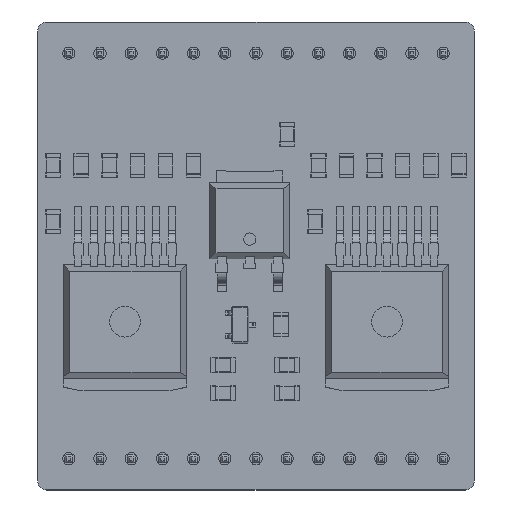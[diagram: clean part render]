
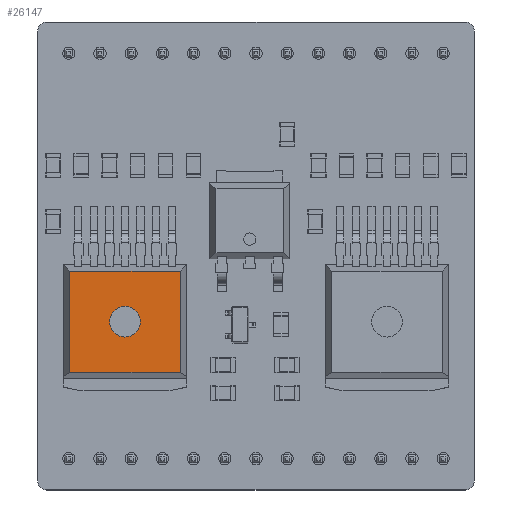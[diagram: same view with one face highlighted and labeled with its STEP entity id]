
A CAD part, top view. The second image highlights one B-rep face of the part: STEP entity #26147.
In plain terms, the highlighted planar face has unit normal (0, 0, 1).
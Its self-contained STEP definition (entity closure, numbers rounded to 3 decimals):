
#24420 = PLANE('',#24421);
#24421 = AXIS2_PLACEMENT_3D('',#24422,#24423,#24424);
#24422 = CARTESIAN_POINT('',(-2.5,5.,3.42));
#24423 = DIRECTION('',(0.97,0.,-0.243
    ));
#24424 = DIRECTION('',(0.,-1.,0.));
#24613 = PLANE('',#24614);
#24614 = AXIS2_PLACEMENT_3D('',#24615,#24616,#24617);
#24615 = CARTESIAN_POINT('',(6.25,-5.,2.855));
#24616 = DIRECTION('',(-0.987,0.,-0.158
    ));
#24617 = DIRECTION('',(0.,-1.,0.));
#24639 = PLANE('',#24640);
#24640 = AXIS2_PLACEMENT_3D('',#24641,#24642,#24643);
#24641 = CARTESIAN_POINT('',(6.,4.75,3.42));
#24642 = DIRECTION('',(0.,-0.97,
    -0.243));
#24643 = DIRECTION('',(-1.,0.,0.));
#24703 = EDGE_CURVE('',#24704,#24706,#24708,.T.);
#24704 = VERTEX_POINT('',#24705);
#24705 = CARTESIAN_POINT('',(-2.25,4.5,4.42));
#24706 = VERTEX_POINT('',#24707);
#24707 = CARTESIAN_POINT('',(-2.25,-4.5,4.42));
#24708 = SURFACE_CURVE('',#24709,(#24713,#24720),.PCURVE_S1.);
#24709 = LINE('',#24710,#24711);
#24710 = CARTESIAN_POINT('',(-2.25,5.,4.42));
#24711 = VECTOR('',#24712,1.);
#24712 = DIRECTION('',(0.,-1.,0.));
#24713 = PCURVE('',#24420,#24714);
#24714 = DEFINITIONAL_REPRESENTATION('',(#24715),#24719);
#24715 = LINE('',#24716,#24717);
#24716 = CARTESIAN_POINT('',(0.,-1.031));
#24717 = VECTOR('',#24718,1.);
#24718 = DIRECTION('',(1.,0.));
#24719 = ( GEOMETRIC_REPRESENTATION_CONTEXT(2) 
PARAMETRIC_REPRESENTATION_CONTEXT() REPRESENTATION_CONTEXT('2D SPACE',''
  ) );
#24720 = PCURVE('',#24721,#24726);
#24721 = PLANE('',#24722);
#24722 = AXIS2_PLACEMENT_3D('',#24723,#24724,#24725);
#24723 = CARTESIAN_POINT('',(1.875,0.,4.42));
#24724 = DIRECTION('',(0.,0.,1.));
#24725 = DIRECTION('',(1.,0.,-0.));
#24726 = DEFINITIONAL_REPRESENTATION('',(#24727),#24731);
#24727 = LINE('',#24728,#24729);
#24728 = CARTESIAN_POINT('',(-4.125,5.));
#24729 = VECTOR('',#24730,1.);
#24730 = DIRECTION('',(0.,-1.));
#24731 = ( GEOMETRIC_REPRESENTATION_CONTEXT(2) 
PARAMETRIC_REPRESENTATION_CONTEXT() REPRESENTATION_CONTEXT('2D SPACE',''
  ) );
#24747 = PLANE('',#24748);
#24748 = AXIS2_PLACEMENT_3D('',#24749,#24750,#24751);
#24749 = CARTESIAN_POINT('',(-2.25,-4.75,3.42));
#24750 = DIRECTION('',(0.,0.97,
    -0.243));
#24751 = DIRECTION('',(1.,0.,0.));
#25706 = VERTEX_POINT('',#25707);
#25707 = CARTESIAN_POINT('',(6.,4.5,4.42));
#25728 = EDGE_CURVE('',#25706,#24704,#25729,.T.);
#25729 = SURFACE_CURVE('',#25730,(#25734,#25741),.PCURVE_S1.);
#25730 = LINE('',#25731,#25732);
#25731 = CARTESIAN_POINT('',(6.,4.5,4.42));
#25732 = VECTOR('',#25733,1.);
#25733 = DIRECTION('',(-1.,0.,0.));
#25734 = PCURVE('',#24639,#25735);
#25735 = DEFINITIONAL_REPRESENTATION('',(#25736),#25740);
#25736 = LINE('',#25737,#25738);
#25737 = CARTESIAN_POINT('',(0.,-1.031));
#25738 = VECTOR('',#25739,1.);
#25739 = DIRECTION('',(1.,0.));
#25740 = ( GEOMETRIC_REPRESENTATION_CONTEXT(2) 
PARAMETRIC_REPRESENTATION_CONTEXT() REPRESENTATION_CONTEXT('2D SPACE',''
  ) );
#25741 = PCURVE('',#24721,#25742);
#25742 = DEFINITIONAL_REPRESENTATION('',(#25743),#25747);
#25743 = LINE('',#25744,#25745);
#25744 = CARTESIAN_POINT('',(4.125,4.5));
#25745 = VECTOR('',#25746,1.);
#25746 = DIRECTION('',(-1.,0.));
#25747 = ( GEOMETRIC_REPRESENTATION_CONTEXT(2) 
PARAMETRIC_REPRESENTATION_CONTEXT() REPRESENTATION_CONTEXT('2D SPACE',''
  ) );
#25923 = VERTEX_POINT('',#25924);
#25924 = CARTESIAN_POINT('',(6.,-4.5,4.42));
#25945 = EDGE_CURVE('',#25923,#25706,#25946,.T.);
#25946 = SURFACE_CURVE('',#25947,(#25951,#25958),.PCURVE_S1.);
#25947 = LINE('',#25948,#25949);
#25948 = CARTESIAN_POINT('',(6.,-5.,4.42));
#25949 = VECTOR('',#25950,1.);
#25950 = DIRECTION('',(0.,1.,0.));
#25951 = PCURVE('',#24613,#25952);
#25952 = DEFINITIONAL_REPRESENTATION('',(#25953),#25957);
#25953 = LINE('',#25954,#25955);
#25954 = CARTESIAN_POINT('',(0.,1.585));
#25955 = VECTOR('',#25956,1.);
#25956 = DIRECTION('',(-1.,0.));
#25957 = ( GEOMETRIC_REPRESENTATION_CONTEXT(2) 
PARAMETRIC_REPRESENTATION_CONTEXT() REPRESENTATION_CONTEXT('2D SPACE',''
  ) );
#25958 = PCURVE('',#24721,#25959);
#25959 = DEFINITIONAL_REPRESENTATION('',(#25960),#25964);
#25960 = LINE('',#25961,#25962);
#25961 = CARTESIAN_POINT('',(4.125,-5.));
#25962 = VECTOR('',#25963,1.);
#25963 = DIRECTION('',(0.,1.));
#25964 = ( GEOMETRIC_REPRESENTATION_CONTEXT(2) 
PARAMETRIC_REPRESENTATION_CONTEXT() REPRESENTATION_CONTEXT('2D SPACE',''
  ) );
#26147 = ADVANCED_FACE('',(#26148,#26174),#24721,.T.);
#26148 = FACE_BOUND('',#26149,.T.);
#26149 = EDGE_LOOP('',(#26150,#26151,#26172,#26173));
#26150 = ORIENTED_EDGE('',*,*,#24703,.T.);
#26151 = ORIENTED_EDGE('',*,*,#26152,.T.);
#26152 = EDGE_CURVE('',#24706,#25923,#26153,.T.);
#26153 = SURFACE_CURVE('',#26154,(#26158,#26165),.PCURVE_S1.);
#26154 = LINE('',#26155,#26156);
#26155 = CARTESIAN_POINT('',(-2.25,-4.5,4.42));
#26156 = VECTOR('',#26157,1.);
#26157 = DIRECTION('',(1.,0.,0.));
#26158 = PCURVE('',#24721,#26159);
#26159 = DEFINITIONAL_REPRESENTATION('',(#26160),#26164);
#26160 = LINE('',#26161,#26162);
#26161 = CARTESIAN_POINT('',(-4.125,-4.5));
#26162 = VECTOR('',#26163,1.);
#26163 = DIRECTION('',(1.,0.));
#26164 = ( GEOMETRIC_REPRESENTATION_CONTEXT(2) 
PARAMETRIC_REPRESENTATION_CONTEXT() REPRESENTATION_CONTEXT('2D SPACE',''
  ) );
#26165 = PCURVE('',#24747,#26166);
#26166 = DEFINITIONAL_REPRESENTATION('',(#26167),#26171);
#26167 = LINE('',#26168,#26169);
#26168 = CARTESIAN_POINT('',(0.,-1.031));
#26169 = VECTOR('',#26170,1.);
#26170 = DIRECTION('',(1.,0.));
#26171 = ( GEOMETRIC_REPRESENTATION_CONTEXT(2) 
PARAMETRIC_REPRESENTATION_CONTEXT() REPRESENTATION_CONTEXT('2D SPACE',''
  ) );
#26172 = ORIENTED_EDGE('',*,*,#25945,.T.);
#26173 = ORIENTED_EDGE('',*,*,#25728,.T.);
#26174 = FACE_BOUND('',#26175,.T.);
#26175 = EDGE_LOOP('',(#26176));
#26176 = ORIENTED_EDGE('',*,*,#26177,.T.);
#26177 = EDGE_CURVE('',#26178,#26178,#26180,.T.);
#26178 = VERTEX_POINT('',#26179);
#26179 = CARTESIAN_POINT('',(0.625,0.,4.42));
#26180 = SURFACE_CURVE('',#26181,(#26186,#26197),.PCURVE_S1.);
#26181 = CIRCLE('',#26182,1.25);
#26182 = AXIS2_PLACEMENT_3D('',#26183,#26184,#26185);
#26183 = CARTESIAN_POINT('',(1.875,0.,4.42));
#26184 = DIRECTION('',(0.,0.,-1.));
#26185 = DIRECTION('',(-1.,0.,0.));
#26186 = PCURVE('',#24721,#26187);
#26187 = DEFINITIONAL_REPRESENTATION('',(#26188),#26196);
#26188 = ( BOUNDED_CURVE() B_SPLINE_CURVE(2,(#26189,#26190,#26191,#26192
    ,#26193,#26194,#26195),.UNSPECIFIED.,.T.,.F.) 
B_SPLINE_CURVE_WITH_KNOTS((1,2,2,2,2,1),(-2.094,0.,
    2.094,4.189,6.283,8.378),
.UNSPECIFIED.) CURVE() GEOMETRIC_REPRESENTATION_ITEM() 
RATIONAL_B_SPLINE_CURVE((1.,0.5,1.,0.5,1.,0.5,1.)) REPRESENTATION_ITEM(
  '') );
#26189 = CARTESIAN_POINT('',(-1.25,0.));
#26190 = CARTESIAN_POINT('',(-1.25,2.165));
#26191 = CARTESIAN_POINT('',(0.625,1.083));
#26192 = CARTESIAN_POINT('',(2.5,0.));
#26193 = CARTESIAN_POINT('',(0.625,-1.083));
#26194 = CARTESIAN_POINT('',(-1.25,-2.165));
#26195 = CARTESIAN_POINT('',(-1.25,0.));
#26196 = ( GEOMETRIC_REPRESENTATION_CONTEXT(2) 
PARAMETRIC_REPRESENTATION_CONTEXT() REPRESENTATION_CONTEXT('2D SPACE',''
  ) );
#26197 = PCURVE('',#26198,#26203);
#26198 = CYLINDRICAL_SURFACE('',#26199,1.25);
#26199 = AXIS2_PLACEMENT_3D('',#26200,#26201,#26202);
#26200 = CARTESIAN_POINT('',(1.875,0.,4.42));
#26201 = DIRECTION('',(0.,0.,-1.));
#26202 = DIRECTION('',(-1.,0.,0.));
#26203 = DEFINITIONAL_REPRESENTATION('',(#26204),#26208);
#26204 = LINE('',#26205,#26206);
#26205 = CARTESIAN_POINT('',(0.,0.));
#26206 = VECTOR('',#26207,1.);
#26207 = DIRECTION('',(1.,0.));
#26208 = ( GEOMETRIC_REPRESENTATION_CONTEXT(2) 
PARAMETRIC_REPRESENTATION_CONTEXT() REPRESENTATION_CONTEXT('2D SPACE',''
  ) );
